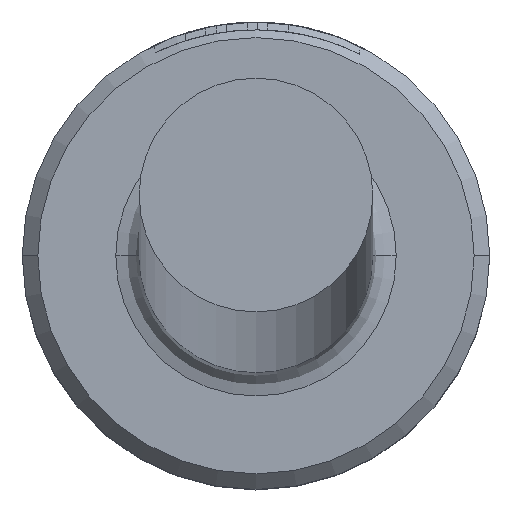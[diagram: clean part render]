
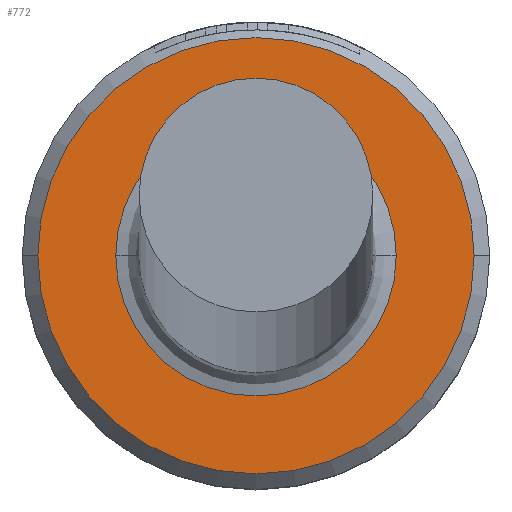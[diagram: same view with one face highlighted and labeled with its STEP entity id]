
A CAD part, top view. The second image highlights one B-rep face of the part: STEP entity #772.
In plain terms, the highlighted planar face has unit normal (0, 0, 1).
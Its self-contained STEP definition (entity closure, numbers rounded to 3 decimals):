
#48 = PLANE ( 'NONE',  #1158 ) ;
#51 = AXIS2_PLACEMENT_3D ( 'NONE', #75, #738, #158 ) ;
#75 = CARTESIAN_POINT ( 'NONE',  ( 0., 0., 4. ) ) ;
#158 = DIRECTION ( 'NONE',  ( -1., 0., 0. ) ) ;
#213 = CARTESIAN_POINT ( 'NONE',  ( 1.8, 0., 4. ) ) ;
#230 = ORIENTED_EDGE ( 'NONE', *, *, #883, .T. ) ;
#238 = CARTESIAN_POINT ( 'NONE',  ( 0., 0., 4. ) ) ;
#239 = CIRCLE ( 'NONE', #476, 2.8 ) ;
#303 = ORIENTED_EDGE ( 'NONE', *, *, #392, .T. ) ;
#308 = CARTESIAN_POINT ( 'NONE',  ( -2.8, 0., 4. ) ) ;
#314 = DIRECTION ( 'NONE',  ( 0., 0., 1. ) ) ;
#335 = FACE_OUTER_BOUND ( 'NONE', #1019, .T. ) ;
#351 = CIRCLE ( 'NONE', #51, 1.8 ) ;
#392 = EDGE_CURVE ( 'NONE', #903, #1018, #538, .T. ) ;
#476 = AXIS2_PLACEMENT_3D ( 'NONE', #881, #314, #956 ) ;
#481 = DIRECTION ( 'NONE',  ( -1., 0., 0. ) ) ;
#487 = DIRECTION ( 'NONE',  ( 0., 0., -1. ) ) ;
#534 = DIRECTION ( 'NONE',  ( 0., 0., 1. ) ) ;
#537 = DIRECTION ( 'NONE',  ( 1., 0., 0. ) ) ;
#538 = CIRCLE ( 'NONE', #859, 1.8 ) ;
#564 = CARTESIAN_POINT ( 'NONE',  ( 0., 0., 4. ) ) ;
#589 = VERTEX_POINT ( 'NONE', #1119 ) ;
#619 = CIRCLE ( 'NONE', #943, 2.8 ) ;
#679 = VERTEX_POINT ( 'NONE', #308 ) ;
#738 = DIRECTION ( 'NONE',  ( 0., 0., -1. ) ) ;
#755 = EDGE_CURVE ( 'NONE', #589, #679, #619, .T. ) ;
#772 = ADVANCED_FACE ( 'NONE', ( #335, #1051 ), #48, .T. ) ;
#822 = CARTESIAN_POINT ( 'NONE',  ( -1.8, 0., 4. ) ) ;
#825 = ORIENTED_EDGE ( 'NONE', *, *, #1103, .T. ) ;
#859 = AXIS2_PLACEMENT_3D ( 'NONE', #564, #487, #481 ) ;
#881 = CARTESIAN_POINT ( 'NONE',  ( 0., 0., 4. ) ) ;
#883 = EDGE_CURVE ( 'NONE', #679, #589, #239, .T. ) ;
#903 = VERTEX_POINT ( 'NONE', #213 ) ;
#943 = AXIS2_PLACEMENT_3D ( 'NONE', #1054, #534, #1137 ) ;
#956 = DIRECTION ( 'NONE',  ( 1., 0., 0. ) ) ;
#1016 = EDGE_LOOP ( 'NONE', ( #825, #303 ) ) ;
#1018 = VERTEX_POINT ( 'NONE', #822 ) ;
#1019 = EDGE_LOOP ( 'NONE', ( #230, #1168 ) ) ;
#1051 = FACE_BOUND ( 'NONE', #1016, .T. ) ;
#1054 = CARTESIAN_POINT ( 'NONE',  ( 0., 0., 4. ) ) ;
#1058 = DIRECTION ( 'NONE',  ( 0., 0., 1. ) ) ;
#1103 = EDGE_CURVE ( 'NONE', #1018, #903, #351, .T. ) ;
#1119 = CARTESIAN_POINT ( 'NONE',  ( 2.8, 0., 4. ) ) ;
#1137 = DIRECTION ( 'NONE',  ( 1., 0., 0. ) ) ;
#1158 = AXIS2_PLACEMENT_3D ( 'NONE', #238, #1058, #537 ) ;
#1168 = ORIENTED_EDGE ( 'NONE', *, *, #755, .T. ) ;
